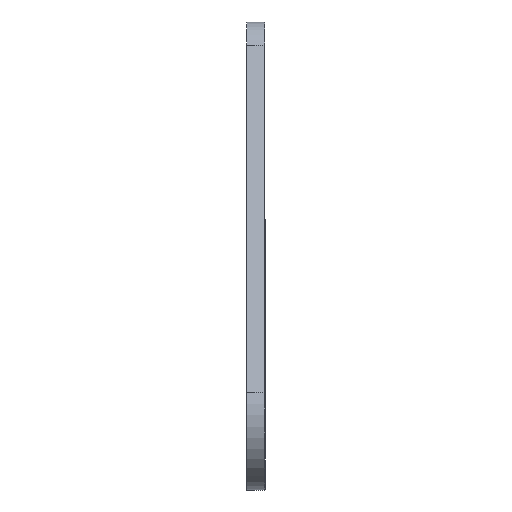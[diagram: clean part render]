
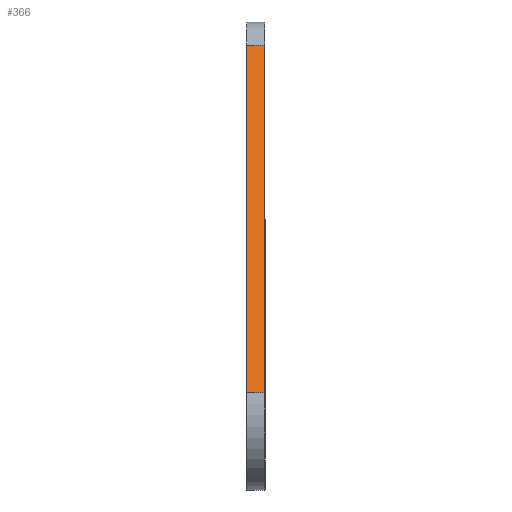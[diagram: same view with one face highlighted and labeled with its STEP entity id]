
A CAD part, left-side view. The second image highlights one B-rep face of the part: STEP entity #366.
In plain terms, the highlighted planar face has unit normal (-0.936, 0, 0.352).
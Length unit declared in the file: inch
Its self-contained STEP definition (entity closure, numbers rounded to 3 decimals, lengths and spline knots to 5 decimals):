
#7 = VECTOR ( 'NONE', #273, 39.37008 ) ;
#8 = ORIENTED_EDGE ( 'NONE', *, *, #625, .F. ) ;
#17 = EDGE_CURVE ( 'NONE', #940, #908, #906, .T. ) ;
#185 = PLANE ( 'NONE',  #456 ) ;
#194 = LINE ( 'NONE', #277, #972 ) ;
#215 = VECTOR ( 'NONE', #390, 39.37008 ) ;
#225 = LINE ( 'NONE', #783, #215 ) ;
#263 = ORIENTED_EDGE ( 'NONE', *, *, #398, .T. ) ;
#271 = CARTESIAN_POINT ( 'NONE',  ( -9.843, -4.25, 1.926 ) ) ;
#273 = DIRECTION ( 'NONE',  ( 0., 1., 0. ) ) ;
#277 = CARTESIAN_POINT ( 'NONE',  ( -7.24601, -4.375, 8.83162 ) ) ;
#311 = CARTESIAN_POINT ( 'NONE',  ( -8.93592, -4.375, 4.338 ) ) ;
#320 = VECTOR ( 'NONE', #898, 39.37008 ) ;
#351 = EDGE_CURVE ( 'NONE', #668, #377, #814, .T. ) ;
#366 = ADVANCED_FACE ( 'NONE', ( #425 ), #185, .T. ) ;
#377 = VERTEX_POINT ( 'NONE', #905 ) ;
#390 = DIRECTION ( 'NONE',  ( 0.352, 0., 0.936 ) ) ;
#393 = ORIENTED_EDGE ( 'NONE', *, *, #17, .F. ) ;
#398 = EDGE_CURVE ( 'NONE', #940, #668, #194, .T. ) ;
#425 = FACE_OUTER_BOUND ( 'NONE', #483, .T. ) ;
#430 = DIRECTION ( 'NONE',  ( 0.352, 0., 0.936 ) ) ;
#456 = AXIS2_PLACEMENT_3D ( 'NONE', #948, #984, #741 ) ;
#483 = EDGE_LOOP ( 'NONE', ( #8, #393, #263, #1043 ) ) ;
#625 = EDGE_CURVE ( 'NONE', #908, #377, #225, .T. ) ;
#668 = VERTEX_POINT ( 'NONE', #805 ) ;
#741 = DIRECTION ( 'NONE',  ( 0.352, 0., 0.936 ) ) ;
#783 = CARTESIAN_POINT ( 'NONE',  ( -7.24601, -4.25, 8.83162 ) ) ;
#805 = CARTESIAN_POINT ( 'NONE',  ( -8.93592, -4.375, 4.338 ) ) ;
#814 = LINE ( 'NONE', #311, #320 ) ;
#898 = DIRECTION ( 'NONE',  ( 0., 1., 0. ) ) ;
#905 = CARTESIAN_POINT ( 'NONE',  ( -8.93592, -4.25, 4.338 ) ) ;
#906 = LINE ( 'NONE', #995, #7 ) ;
#908 = VERTEX_POINT ( 'NONE', #271 ) ;
#940 = VERTEX_POINT ( 'NONE', #1006 ) ;
#948 = CARTESIAN_POINT ( 'NONE',  ( -7.24601, -4.375, 8.83162 ) ) ;
#972 = VECTOR ( 'NONE', #430, 39.37008 ) ;
#984 = DIRECTION ( 'NONE',  ( -0.936, 0., 0.352 ) ) ;
#995 = CARTESIAN_POINT ( 'NONE',  ( -9.843, -4.375, 1.926 ) ) ;
#1006 = CARTESIAN_POINT ( 'NONE',  ( -9.843, -4.375, 1.926 ) ) ;
#1043 = ORIENTED_EDGE ( 'NONE', *, *, #351, .T. ) ;
